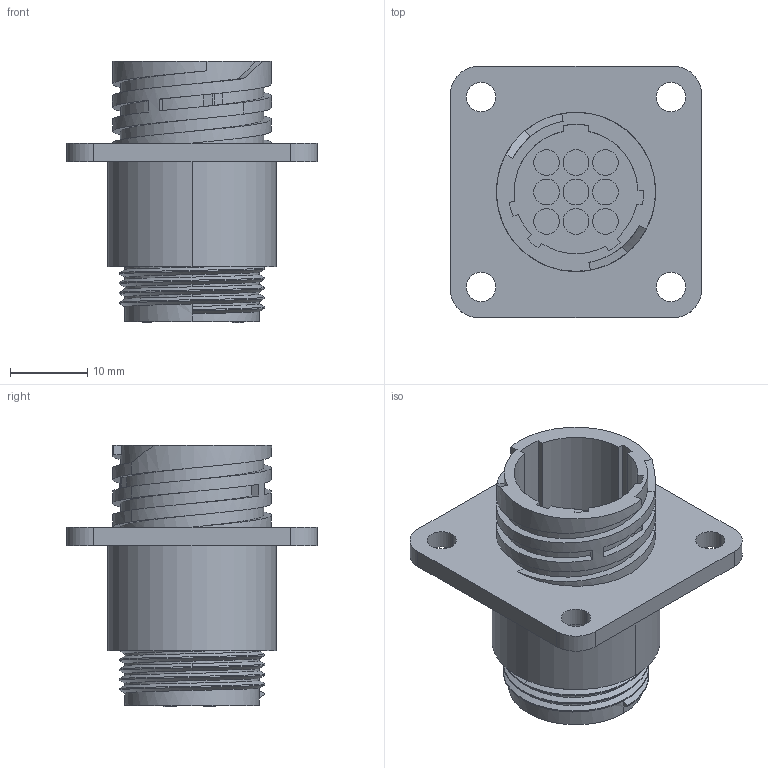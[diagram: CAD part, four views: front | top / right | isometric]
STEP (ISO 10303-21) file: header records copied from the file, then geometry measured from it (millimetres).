
FILE_DESCRIPTION((''),'2;1');
FILE_NAME('C-206705-1','2012-11-30T',('workeradm'),('Tyco Electronics Ltd.'),'PRO/ENGINEER BY PARAMETRIC TECHNOLOGY CORPORATION, 2010430','PRO/ENGINEER BY PARAMETRIC TECHNOLOGY CORPORATION, 2010430','');
FILE_SCHEMA(('AUTOMOTIVE_DESIGN { 1 0 10303 214 1 1 1 1 }'));
Length unit declared in the file: millimetre
Products named in the file (1): C-206705-1
Bounding box: 32.54 x 32.54 x 33.95 mm (x, y, z)
Volume: 9979.5 mm3; surface area: 5841.4 mm2
Topology: 1 solids, 1 shells, 293 faces, 780 edges, 516 vertices
Faces by surface type: plane 185, cylinder 82, bspline 26
Entity records: 14656 total; most frequent: CARTESIAN_POINT 7175, ORIENTED_EDGE 1560, DIRECTION 1362, EDGE_CURVE 780, VECTOR 566, LINE 566, VERTEX_POINT 516, AXIS2_PLACEMENT_3D 398
